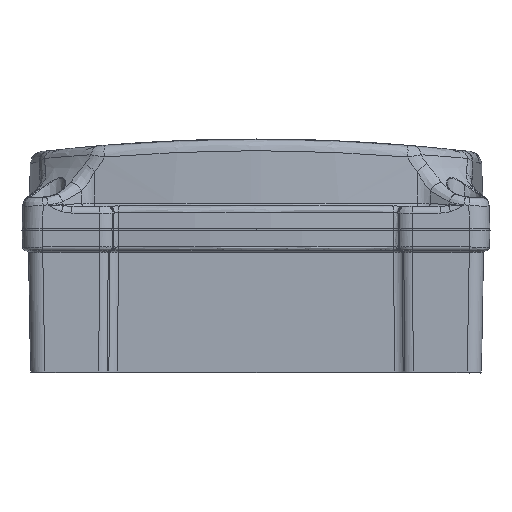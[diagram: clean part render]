
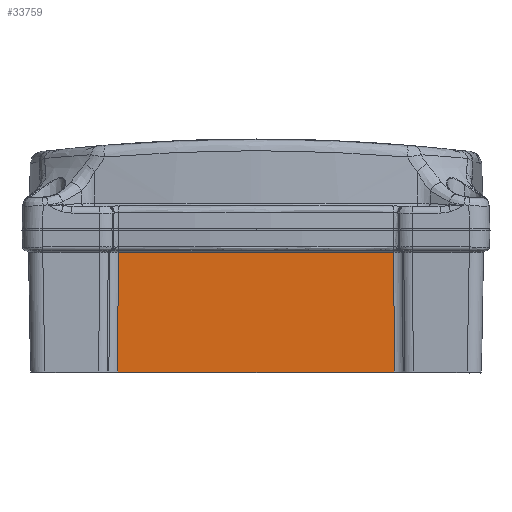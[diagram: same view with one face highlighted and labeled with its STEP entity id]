
A CAD part, front view. The second image highlights one B-rep face of the part: STEP entity #33759.
In plain terms, the highlighted planar face has unit normal (0, -1, -0.018).
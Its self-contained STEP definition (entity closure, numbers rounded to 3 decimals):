
#2887 = ORIENTED_EDGE ( 'NONE', *, *, #70434, .F. ) ;
#5591 = DIRECTION ( 'NONE',  ( 1., 0., 0. ) ) ;
#6527 = CARTESIAN_POINT ( 'NONE',  ( 0., -157.53, -5.983 ) ) ;
#6734 = CARTESIAN_POINT ( 'NONE',  ( -68.054, -156.509, -64.509 ) ) ;
#7330 = EDGE_CURVE ( 'NONE', #29665, #53812, #27404, .T. ) ;
#11850 = CARTESIAN_POINT ( 'NONE',  ( -67.63, -157.53, -5.983 ) ) ;
#12634 = LINE ( 'NONE', #42699, #33208 ) ;
#13984 = CARTESIAN_POINT ( 'NONE',  ( 67.63, -157.531, -5.983 ) ) ;
#14925 = DIRECTION ( 'NONE',  ( 0.007, 0.017, -1. ) ) ;
#16033 = FACE_OUTER_BOUND ( 'NONE', #18351, .T. ) ;
#17106 = VECTOR ( 'NONE', #14925, 1000. ) ;
#17305 = DIRECTION ( 'NONE',  ( 1., 0., 0. ) ) ;
#17549 = ORIENTED_EDGE ( 'NONE', *, *, #27855, .F. ) ;
#18351 = EDGE_LOOP ( 'NONE', ( #41525, #17549, #37303, #2887 ) ) ;
#27404 = LINE ( 'NONE', #6527, #79864 ) ;
#27855 = EDGE_CURVE ( 'NONE', #53812, #83128, #74075, .T. ) ;
#29665 = VERTEX_POINT ( 'NONE', #11850 ) ;
#30220 = VERTEX_POINT ( 'NONE', #6734 ) ;
#33016 = DIRECTION ( 'NONE',  ( 0., 0.017, -1. ) ) ;
#33208 = VECTOR ( 'NONE', #65005, 1000. ) ;
#33759 = ADVANCED_FACE ( 'NONE', ( #16033 ), #76126, .T. ) ;
#37303 = ORIENTED_EDGE ( 'NONE', *, *, #7330, .F. ) ;
#39346 = CARTESIAN_POINT ( 'NONE',  ( -70.036, -157.722, 5. ) ) ;
#41525 = ORIENTED_EDGE ( 'NONE', *, *, #94250, .T. ) ;
#42699 = CARTESIAN_POINT ( 'NONE',  ( -67.813, -157.09, -31.22 ) ) ;
#44951 = CARTESIAN_POINT ( 'NONE',  ( 67.811, -157.094, -30.978 ) ) ;
#53812 = VERTEX_POINT ( 'NONE', #13984 ) ;
#55128 = LINE ( 'NONE', #77913, #69602 ) ;
#65005 = DIRECTION ( 'NONE',  ( 0.007, -0.017, 1. ) ) ;
#68904 = DIRECTION ( 'NONE',  ( 0., -1., -0.017 ) ) ;
#69602 = VECTOR ( 'NONE', #17305, 1000. ) ;
#70434 = EDGE_CURVE ( 'NONE', #30220, #29665, #12634, .T. ) ;
#74075 = LINE ( 'NONE', #44951, #17106 ) ;
#76126 = PLANE ( 'NONE',  #79723 ) ;
#77913 = CARTESIAN_POINT ( 'NONE',  ( -70.036, -156.509, -64.509 ) ) ;
#79723 = AXIS2_PLACEMENT_3D ( 'NONE', #39346, #68904, #33016 ) ;
#79864 = VECTOR ( 'NONE', #5591, 1000. ) ;
#83128 = VERTEX_POINT ( 'NONE', #85634 ) ;
#85634 = CARTESIAN_POINT ( 'NONE',  ( 68.054, -156.509, -64.509 ) ) ;
#94250 = EDGE_CURVE ( 'NONE', #30220, #83128, #55128, .T. ) ;
